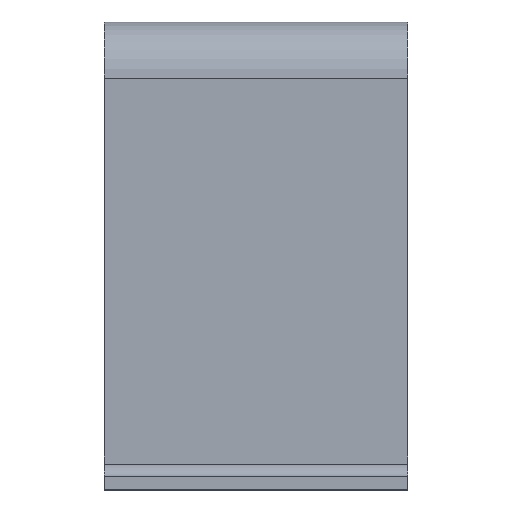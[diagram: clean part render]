
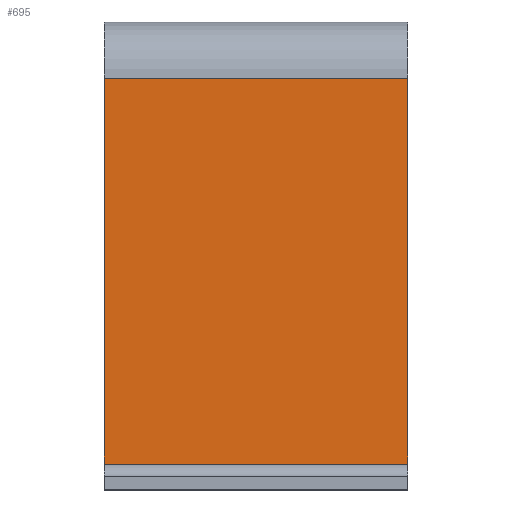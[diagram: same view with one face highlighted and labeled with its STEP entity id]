
A CAD part, top view. The second image highlights one B-rep face of the part: STEP entity #695.
In plain terms, the highlighted planar face has unit normal (0, 0, 1).
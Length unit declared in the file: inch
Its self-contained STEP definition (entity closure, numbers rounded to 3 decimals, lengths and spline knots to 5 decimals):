
#54 = EDGE_LOOP ( 'NONE', ( #309, #1308, #1011, #678 ) ) ;
#162 = CARTESIAN_POINT ( 'NONE',  ( -0.0689, 0.0935, 0.00591 ) ) ;
#163 = VECTOR ( 'NONE', #819, 39.37008 ) ;
#176 = DIRECTION ( 'NONE',  ( 0., -1., 0. ) ) ;
#181 = DIRECTION ( 'NONE',  ( 0., 0., 1. ) ) ;
#188 = CARTESIAN_POINT ( 'NONE',  ( 0.0689, -0.0935, 0.00591 ) ) ;
#198 = LINE ( 'NONE', #379, #1103 ) ;
#268 = LINE ( 'NONE', #854, #703 ) ;
#309 = ORIENTED_EDGE ( 'NONE', *, *, #895, .F. ) ;
#379 = CARTESIAN_POINT ( 'NONE',  ( 0.0689, 0.10285, 0.00591 ) ) ;
#380 = VERTEX_POINT ( 'NONE', #162 ) ;
#403 = PLANE ( 'NONE',  #1085 ) ;
#429 = CARTESIAN_POINT ( 'NONE',  ( -0.0689, -0.0876, 0.00591 ) ) ;
#503 = DIRECTION ( 'NONE',  ( 0., -1., 0. ) ) ;
#678 = ORIENTED_EDGE ( 'NONE', *, *, #1317, .T. ) ;
#695 = ADVANCED_FACE ( 'NONE', ( #988 ), #403, .T. ) ;
#703 = VECTOR ( 'NONE', #1106, 39.37008 ) ;
#763 = EDGE_CURVE ( 'NONE', #1252, #380, #268, .T. ) ;
#780 = LINE ( 'NONE', #1458, #163 ) ;
#793 = CARTESIAN_POINT ( 'NONE',  ( 0.0689, 0.0935, 0.00591 ) ) ;
#819 = DIRECTION ( 'NONE',  ( 1., 0., 0. ) ) ;
#854 = CARTESIAN_POINT ( 'NONE',  ( 0.0689, 0.0935, 0.00591 ) ) ;
#860 = LINE ( 'NONE', #429, #1151 ) ;
#895 = EDGE_CURVE ( 'NONE', #1252, #1360, #198, .T. ) ;
#988 = FACE_OUTER_BOUND ( 'NONE', #54, .T. ) ;
#1011 = ORIENTED_EDGE ( 'NONE', *, *, #1175, .F. ) ;
#1085 = AXIS2_PLACEMENT_3D ( 'NONE', #188, #181, #176 ) ;
#1103 = VECTOR ( 'NONE', #503, 39.37008 ) ;
#1106 = DIRECTION ( 'NONE',  ( -1., 0., 0. ) ) ;
#1133 = DIRECTION ( 'NONE',  ( 0., 1., 0. ) ) ;
#1151 = VECTOR ( 'NONE', #1133, 39.37008 ) ;
#1175 = EDGE_CURVE ( 'NONE', #1452, #380, #860, .T. ) ;
#1252 = VERTEX_POINT ( 'NONE', #793 ) ;
#1261 = CARTESIAN_POINT ( 'NONE',  ( 0.0689, -0.08169, 0.00591 ) ) ;
#1288 = CARTESIAN_POINT ( 'NONE',  ( -0.0689, -0.08169, 0.00591 ) ) ;
#1308 = ORIENTED_EDGE ( 'NONE', *, *, #763, .T. ) ;
#1317 = EDGE_CURVE ( 'NONE', #1452, #1360, #780, .T. ) ;
#1360 = VERTEX_POINT ( 'NONE', #1261 ) ;
#1452 = VERTEX_POINT ( 'NONE', #1288 ) ;
#1458 = CARTESIAN_POINT ( 'NONE',  ( 0.0689, -0.08169, 0.00591 ) ) ;
